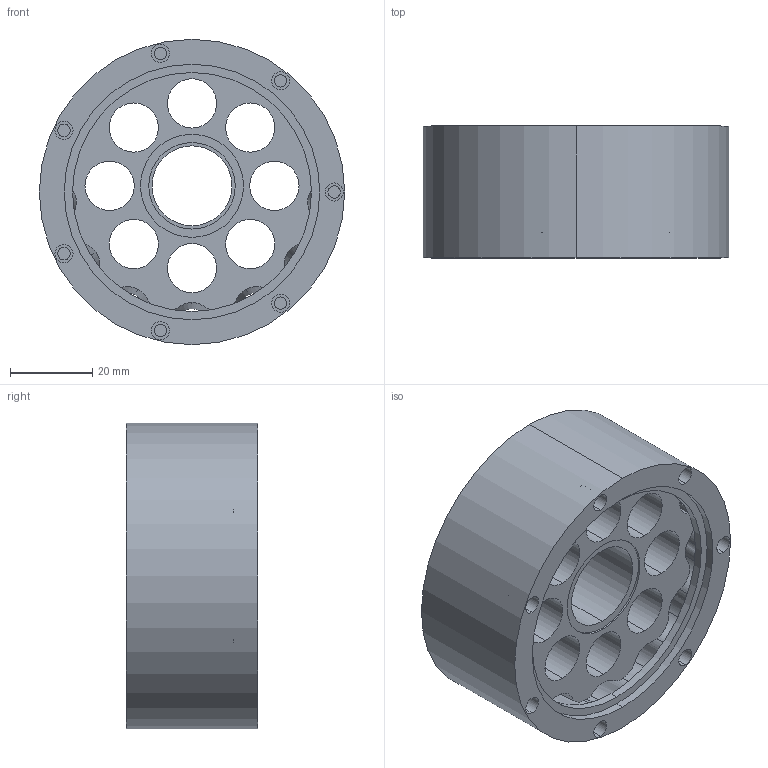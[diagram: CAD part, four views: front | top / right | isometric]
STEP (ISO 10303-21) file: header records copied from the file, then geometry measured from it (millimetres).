
FILE_DESCRIPTION (( 'STEP AP214' ), '1' );
FILE_NAME ('Cycloid Imported - Conic v1.6.STEP', '2024-07-09T14:05:20', ( '' ), ( '' ), 'SwSTEP 2.0', 'SolidWorks 2023', '' );
FILE_SCHEMA (( 'AUTOMOTIVE_DESIGN' ));
Length unit declared in the file: millimetre
Products named in the file (1): Cycloid Imported - Conic v1.6
Bounding box: 74.1 x 32 x 74.1 mm (x, y, z)
Volume: 76990 mm3; surface area: 36693 mm2
Topology: 2 solids, 2 shells, 137 faces, 340 edges, 226 vertices
Faces by surface type: cylinder 58, bspline 54, plane 23, cone 2
Entity records: 22130 total; most frequent: CARTESIAN_POINT 17645, ORIENTED_EDGE 680, DIRECTION 464, EDGE_CURVE 340, VERTEX_POINT 226, AXIS2_PLACEMENT_3D 202, EDGE_LOOP 176, B_SPLINE_CURVE_WITH_KNOTS 162
